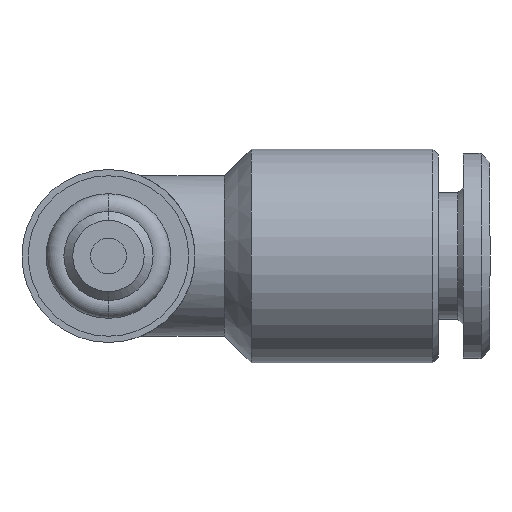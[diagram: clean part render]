
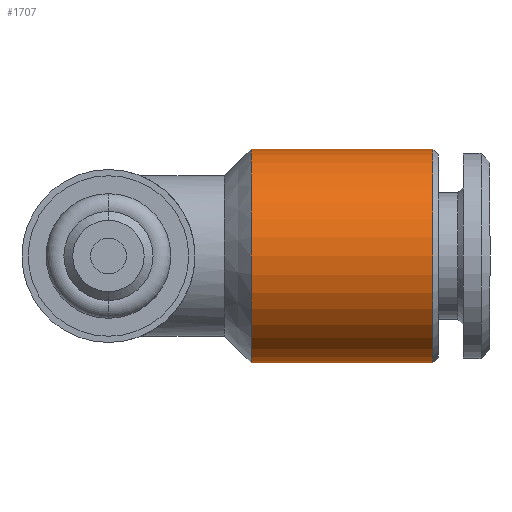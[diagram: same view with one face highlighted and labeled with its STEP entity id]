
A CAD part, front view. The second image highlights one B-rep face of the part: STEP entity #1707.
In plain terms, the highlighted cylindrical face has radius 6 mm (diameter 12 mm), a partial arc.
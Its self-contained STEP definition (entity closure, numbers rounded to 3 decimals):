
#153 = DIRECTION ( 'NONE',  ( 0., 0., 1. ) ) ;
#154 = DIRECTION ( 'NONE',  ( -1., 0., 0. ) ) ;
#163 = CARTESIAN_POINT ( 'NONE',  ( 8., 12., 0. ) ) ;
#180 = AXIS2_PLACEMENT_3D ( 'NONE', #163, #154, #153 ) ;
#181 = CIRCLE ( 'NONE', #180, 6. ) ;
#187 = CARTESIAN_POINT ( 'NONE',  ( -5.577, 12., 0. ) ) ;
#188 = DIRECTION ( 'NONE',  ( -1., 0., 0. ) ) ;
#189 = AXIS2_PLACEMENT_3D ( 'NONE', #187, #188, #192 ) ;
#190 = CYLINDRICAL_SURFACE ( 'NONE', #189, 6. ) ;
#192 = DIRECTION ( 'NONE',  ( 0., 0., 1. ) ) ;
#263 = FACE_OUTER_BOUND ( 'NONE', #1687, .T. ) ;
#953 = DIRECTION ( 'NONE',  ( -1., 0., 0. ) ) ;
#960 = VECTOR ( 'NONE', #953, 1000. ) ;
#961 = CARTESIAN_POINT ( 'NONE',  ( -5.577, 12., 6. ) ) ;
#962 = LINE ( 'NONE', #961, #960 ) ;
#1639 = ORIENTED_EDGE ( 'NONE', *, *, #1640, .T. ) ;
#1640 = EDGE_CURVE ( 'NONE', #2174, #2175, #2958, .T. ) ;
#1656 = ORIENTED_EDGE ( 'NONE', *, *, #2114, .F. ) ;
#1670 = EDGE_CURVE ( 'NONE', #2144, #2100, #181, .T. ) ;
#1687 = EDGE_LOOP ( 'NONE', ( #1656, #1639, #1692, #1696 ) ) ;
#1692 = ORIENTED_EDGE ( 'NONE', *, *, #2335, .T. ) ;
#1696 = ORIENTED_EDGE ( 'NONE', *, *, #1670, .F. ) ;
#1707 = ADVANCED_FACE ( 'NONE', ( #263 ), #190, .T. ) ;
#2100 = VERTEX_POINT ( 'NONE', #2324 ) ;
#2114 = EDGE_CURVE ( 'NONE', #2174, #2144, #2481, .T. ) ;
#2144 = VERTEX_POINT ( 'NONE', #2593 ) ;
#2174 = VERTEX_POINT ( 'NONE', #2518 ) ;
#2175 = VERTEX_POINT ( 'NONE', #2547 ) ;
#2324 = CARTESIAN_POINT ( 'NONE',  ( 8., 12., 6. ) ) ;
#2335 = EDGE_CURVE ( 'NONE', #2175, #2100, #962, .T. ) ;
#2480 = CARTESIAN_POINT ( 'NONE',  ( -5.577, 12., -6. ) ) ;
#2481 = LINE ( 'NONE', #2480, #2511 ) ;
#2483 = DIRECTION ( 'NONE',  ( -1., 0., 0. ) ) ;
#2511 = VECTOR ( 'NONE', #2483, 1000. ) ;
#2518 = CARTESIAN_POINT ( 'NONE',  ( 18.2, 12., -6. ) ) ;
#2547 = CARTESIAN_POINT ( 'NONE',  ( 18.2, 12., 6. ) ) ;
#2593 = CARTESIAN_POINT ( 'NONE',  ( 8., 12., -6. ) ) ;
#2951 = DIRECTION ( 'NONE',  ( 0., 0., 1. ) ) ;
#2952 = DIRECTION ( 'NONE',  ( -1., 0., 0. ) ) ;
#2957 = AXIS2_PLACEMENT_3D ( 'NONE', #2959, #2952, #2951 ) ;
#2958 = CIRCLE ( 'NONE', #2957, 6. ) ;
#2959 = CARTESIAN_POINT ( 'NONE',  ( 18.2, 12., 0. ) ) ;
